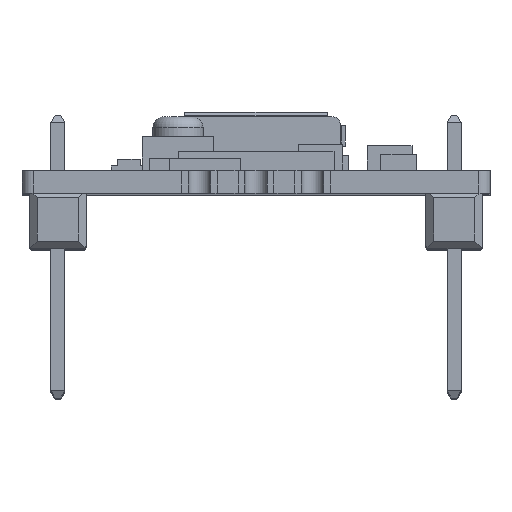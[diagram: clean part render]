
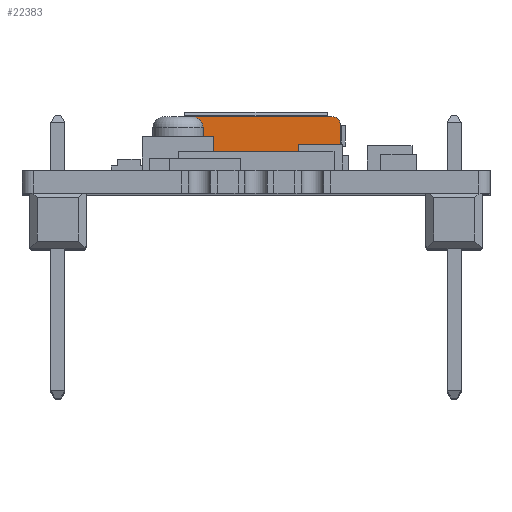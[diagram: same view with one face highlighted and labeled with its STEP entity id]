
A CAD part, top view. The second image highlights one B-rep face of the part: STEP entity #22383.
In plain terms, the highlighted face is planar.
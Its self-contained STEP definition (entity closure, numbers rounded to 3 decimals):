
#853=PLANE('',#24156);
#1988=FACE_OUTER_BOUND('',#3285,.T.);
#3285=EDGE_LOOP('',(#17645,#17646,#17647,#17648,#17649,#17650,#17651,#17652,
#17653,#17654,#17655,#17656));
#4843=LINE('',#34098,#7508);
#4848=LINE('',#34112,#7513);
#4852=LINE('',#34124,#7517);
#4856=LINE('',#34136,#7521);
#4860=LINE('',#34148,#7525);
#4864=LINE('',#34160,#7529);
#7508=VECTOR('',#27295,1000.);
#7513=VECTOR('',#27308,1000.);
#7517=VECTOR('',#27320,1000.);
#7521=VECTOR('',#27332,1000.);
#7525=VECTOR('',#27344,1000.);
#7529=VECTOR('',#27356,1000.);
#9886=CIRCLE('',#24134,0.4);
#9888=CIRCLE('',#24138,0.4);
#9890=CIRCLE('',#24142,0.4);
#9892=CIRCLE('',#24146,0.4);
#9894=CIRCLE('',#24150,0.4);
#9896=CIRCLE('',#24154,0.4);
#10708=VERTEX_POINT('',#34096);
#10709=VERTEX_POINT('',#34097);
#10712=VERTEX_POINT('',#34105);
#10714=VERTEX_POINT('',#34111);
#10716=VERTEX_POINT('',#34117);
#10718=VERTEX_POINT('',#34123);
#10720=VERTEX_POINT('',#34129);
#10722=VERTEX_POINT('',#34135);
#10724=VERTEX_POINT('',#34141);
#10726=VERTEX_POINT('',#34147);
#10728=VERTEX_POINT('',#34153);
#10730=VERTEX_POINT('',#34159);
#13215=EDGE_CURVE('',#10708,#10709,#4843,.T.);
#13219=EDGE_CURVE('',#10712,#10708,#9886,.T.);
#13222=EDGE_CURVE('',#10714,#10712,#4848,.T.);
#13225=EDGE_CURVE('',#10716,#10714,#9888,.T.);
#13228=EDGE_CURVE('',#10718,#10716,#4852,.T.);
#13231=EDGE_CURVE('',#10720,#10718,#9890,.T.);
#13234=EDGE_CURVE('',#10722,#10720,#4856,.T.);
#13237=EDGE_CURVE('',#10724,#10722,#9892,.T.);
#13240=EDGE_CURVE('',#10726,#10724,#4860,.T.);
#13243=EDGE_CURVE('',#10728,#10726,#9894,.T.);
#13246=EDGE_CURVE('',#10730,#10728,#4864,.T.);
#13249=EDGE_CURVE('',#10709,#10730,#9896,.T.);
#17645=ORIENTED_EDGE('',*,*,#13249,.F.);
#17646=ORIENTED_EDGE('',*,*,#13215,.F.);
#17647=ORIENTED_EDGE('',*,*,#13219,.F.);
#17648=ORIENTED_EDGE('',*,*,#13222,.F.);
#17649=ORIENTED_EDGE('',*,*,#13225,.F.);
#17650=ORIENTED_EDGE('',*,*,#13228,.F.);
#17651=ORIENTED_EDGE('',*,*,#13231,.F.);
#17652=ORIENTED_EDGE('',*,*,#13234,.F.);
#17653=ORIENTED_EDGE('',*,*,#13237,.F.);
#17654=ORIENTED_EDGE('',*,*,#13240,.F.);
#17655=ORIENTED_EDGE('',*,*,#13243,.F.);
#17656=ORIENTED_EDGE('',*,*,#13246,.F.);
#22383=ADVANCED_FACE('',(#1988),#853,.F.);
#24134=AXIS2_PLACEMENT_3D('',#34106,#27301,#27302);
#24138=AXIS2_PLACEMENT_3D('',#34118,#27313,#27314);
#24142=AXIS2_PLACEMENT_3D('',#34130,#27325,#27326);
#24146=AXIS2_PLACEMENT_3D('',#34142,#27337,#27338);
#24150=AXIS2_PLACEMENT_3D('',#34154,#27349,#27350);
#24154=AXIS2_PLACEMENT_3D('',#34165,#27361,#27362);
#24156=AXIS2_PLACEMENT_3D('',#34167,#27365,#27366);
#27295=DIRECTION('',(0.665,-0.747,0.));
#27301=DIRECTION('center_axis',(0.,0.,1.));
#27302=DIRECTION('ref_axis',(1.,0.,0.));
#27308=DIRECTION('',(0.,-1.,0.));
#27313=DIRECTION('center_axis',(0.,0.,1.));
#27314=DIRECTION('ref_axis',(-1.,0.,0.));
#27320=DIRECTION('',(-1.,0.,0.));
#27325=DIRECTION('center_axis',(0.,0.,1.));
#27326=DIRECTION('ref_axis',(1.,0.,0.));
#27332=DIRECTION('',(0.,1.,0.));
#27337=DIRECTION('center_axis',(0.,0.,1.));
#27338=DIRECTION('ref_axis',(-1.,0.,0.));
#27344=DIRECTION('',(0.665,0.747,0.));
#27349=DIRECTION('center_axis',(0.,0.,1.));
#27350=DIRECTION('ref_axis',(-1.,0.,0.));
#27356=DIRECTION('',(1.,0.,0.));
#27361=DIRECTION('center_axis',(0.,0.,1.));
#27362=DIRECTION('ref_axis',(1.,0.,0.));
#27365=DIRECTION('center_axis',(0.,0.,1.));
#27366=DIRECTION('ref_axis',(1.,0.,0.));
#34096=CARTESIAN_POINT('',(-3.689,-0.234,-2.5));
#34097=CARTESIAN_POINT('',(-2.894,-1.126,-2.5));
#34098=CARTESIAN_POINT('',(-3.689,-0.234,-2.5));
#34105=CARTESIAN_POINT('',(-3.79,0.032,-2.5));
#34106=CARTESIAN_POINT('Origin',(-3.39,0.032,-2.5));
#34111=CARTESIAN_POINT('',(-3.79,0.86,-2.5));
#34112=CARTESIAN_POINT('',(-3.79,0.86,-2.5));
#34117=CARTESIAN_POINT('',(-3.39,1.26,-2.5));
#34118=CARTESIAN_POINT('Origin',(-3.39,0.86,-2.5));
#34123=CARTESIAN_POINT('',(3.39,1.26,-2.5));
#34124=CARTESIAN_POINT('',(-3.39,1.26,-2.5));
#34129=CARTESIAN_POINT('',(3.79,0.86,-2.5));
#34130=CARTESIAN_POINT('Origin',(3.39,0.86,-2.5));
#34135=CARTESIAN_POINT('',(3.79,0.032,-2.5));
#34136=CARTESIAN_POINT('',(3.79,0.86,-2.5));
#34141=CARTESIAN_POINT('',(3.689,-0.234,-2.5));
#34142=CARTESIAN_POINT('Origin',(3.39,0.032,-2.5));
#34147=CARTESIAN_POINT('',(2.894,-1.126,-2.5));
#34148=CARTESIAN_POINT('',(3.689,-0.234,-2.5));
#34153=CARTESIAN_POINT('',(2.596,-1.26,-2.5));
#34154=CARTESIAN_POINT('Origin',(2.596,-0.86,-2.5));
#34159=CARTESIAN_POINT('',(-2.596,-1.26,-2.5));
#34160=CARTESIAN_POINT('',(-2.596,-1.26,-2.5));
#34165=CARTESIAN_POINT('Origin',(-2.596,-0.86,-2.5));
#34167=CARTESIAN_POINT('Origin',(-2.596,-0.86,-2.5));
